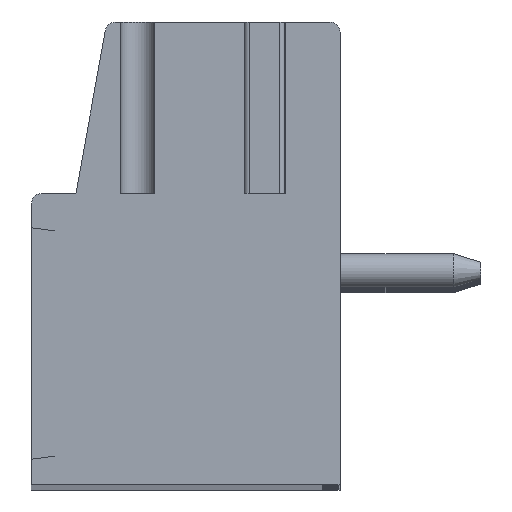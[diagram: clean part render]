
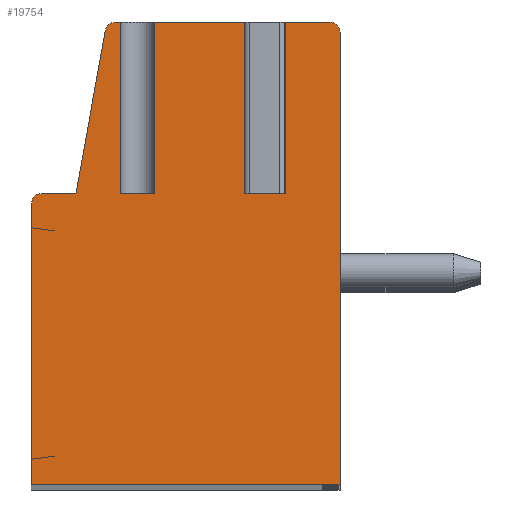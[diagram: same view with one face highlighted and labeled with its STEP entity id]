
A CAD part, top view. The second image highlights one B-rep face of the part: STEP entity #19754.
In plain terms, the highlighted planar face has unit normal (0, 0, 1).
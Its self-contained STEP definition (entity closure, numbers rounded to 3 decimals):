
#52=DIRECTION('',(1.,0.,0.));
#53=VECTOR('',#52,1.);
#54=CARTESIAN_POINT('',(-1.9,3.36,82.5));
#55=LINE('',#54,#53);
#56=DIRECTION('',(0.,1.,0.));
#57=VECTOR('',#56,5.);
#58=CARTESIAN_POINT('',(-0.9,3.36,82.5));
#59=LINE('',#58,#57);
#60=DIRECTION('',(-1.,0.,0.));
#61=VECTOR('',#60,2.8);
#62=CARTESIAN_POINT('',(1.9,8.36,82.5));
#63=LINE('',#62,#61);
#64=DIRECTION('',(0.,1.,0.));
#65=VECTOR('',#64,5.);
#66=CARTESIAN_POINT('',(1.9,3.36,82.5));
#67=LINE('',#66,#65);
#68=DIRECTION('',(1.,0.,0.));
#69=VECTOR('',#68,0.8);
#70=CARTESIAN_POINT('',(1.9,3.36,82.5));
#71=LINE('',#70,#69);
#72=DIRECTION('',(0.,1.,0.));
#73=VECTOR('',#72,5.);
#74=CARTESIAN_POINT('',(2.7,3.36,82.5));
#75=LINE('',#74,#73);
#76=DIRECTION('',(-1.,0.,0.));
#77=VECTOR('',#76,1.5);
#78=CARTESIAN_POINT('',(4.2,8.36,82.5));
#79=LINE('',#78,#77);
#80=CARTESIAN_POINT('',(4.2,8.06,82.5));
#81=DIRECTION('',(0.,0.,1.));
#82=DIRECTION('',(1.,0.,0.));
#83=AXIS2_PLACEMENT_3D('',#80,#81,#82);
#85=DIRECTION('',(0.,1.,0.));
#86=VECTOR('',#85,13.2);
#87=CARTESIAN_POINT('',(4.5,-5.14,82.5));
#88=LINE('',#87,#86);
#89=DIRECTION('',(1.,0.,0.));
#90=VECTOR('',#89,9.);
#91=CARTESIAN_POINT('',(-4.5,-5.14,82.5));
#92=LINE('',#91,#90);
#93=DIRECTION('',(0.,-1.,0.));
#94=VECTOR('',#93,8.2);
#95=CARTESIAN_POINT('',(-4.5,3.06,82.5));
#96=LINE('',#95,#94);
#97=CARTESIAN_POINT('',(-4.2,3.06,82.5));
#98=DIRECTION('',(0.,0.,1.));
#99=DIRECTION('',(0.,1.,0.));
#100=AXIS2_PLACEMENT_3D('',#97,#98,#99);
#102=DIRECTION('',(-1.,0.,0.));
#103=VECTOR('',#102,1.);
#104=CARTESIAN_POINT('',(-3.2,3.36,82.5));
#105=LINE('',#104,#103);
#106=DIRECTION('',(-0.177,-0.984,0.));
#107=VECTOR('',#106,4.829);
#108=CARTESIAN_POINT('',(-2.345,8.113,82.5));
#109=LINE('',#108,#107);
#110=CARTESIAN_POINT('',(-2.05,8.06,82.5));
#111=DIRECTION('',(0.,0.,1.));
#112=DIRECTION('',(0.,1.,0.));
#113=AXIS2_PLACEMENT_3D('',#110,#111,#112);
#115=DIRECTION('',(-1.,0.,0.));
#116=VECTOR('',#115,0.15);
#117=CARTESIAN_POINT('',(-1.9,8.36,82.5));
#118=LINE('',#117,#116);
#119=DIRECTION('',(0.,1.,0.));
#120=VECTOR('',#119,5.);
#121=CARTESIAN_POINT('',(-1.9,3.36,82.5));
#122=LINE('',#121,#120);
#15324=CARTESIAN_POINT('',(4.5,-5.14,82.5));
#15325=CARTESIAN_POINT('',(4.5,8.06,82.5));
#15326=VERTEX_POINT('',#15324);
#15327=VERTEX_POINT('',#15325);
#15328=CARTESIAN_POINT('',(4.2,8.36,82.5));
#15329=VERTEX_POINT('',#15328);
#15330=CARTESIAN_POINT('',(-2.05,8.36,82.5));
#15331=CARTESIAN_POINT('',(-2.345,8.113,82.5));
#15332=VERTEX_POINT('',#15330);
#15333=VERTEX_POINT('',#15331);
#15334=CARTESIAN_POINT('',(-3.2,3.36,82.5));
#15335=VERTEX_POINT('',#15334);
#15336=CARTESIAN_POINT('',(-4.2,3.36,82.5));
#15337=VERTEX_POINT('',#15336);
#15338=CARTESIAN_POINT('',(-4.5,3.06,82.5));
#15339=VERTEX_POINT('',#15338);
#15340=CARTESIAN_POINT('',(-4.5,-5.14,82.5));
#15341=VERTEX_POINT('',#15340);
#15629=CARTESIAN_POINT('',(1.9,3.36,82.5));
#15630=CARTESIAN_POINT('',(2.7,3.36,82.5));
#15631=VERTEX_POINT('',#15629);
#15632=VERTEX_POINT('',#15630);
#15633=CARTESIAN_POINT('',(2.7,8.36,82.5));
#15634=VERTEX_POINT('',#15633);
#15635=CARTESIAN_POINT('',(1.9,8.36,82.5));
#15636=VERTEX_POINT('',#15635);
#15657=CARTESIAN_POINT('',(-1.9,3.36,82.5));
#15658=CARTESIAN_POINT('',(-0.9,3.36,82.5));
#15659=VERTEX_POINT('',#15657);
#15660=VERTEX_POINT('',#15658);
#15661=CARTESIAN_POINT('',(-0.9,8.36,82.5));
#15662=VERTEX_POINT('',#15661);
#15663=CARTESIAN_POINT('',(-1.9,8.36,82.5));
#15664=VERTEX_POINT('',#15663);
#19713=CARTESIAN_POINT('',(0.,0.,82.5));
#19714=DIRECTION('',(0.,0.,1.));
#19715=DIRECTION('',(1.,0.,0.));
#19716=AXIS2_PLACEMENT_3D('',#19713,#19714,#19715);
#19717=PLANE('',#19716);
#19719=ORIENTED_EDGE('',*,*,#19718,.T.);
#19721=ORIENTED_EDGE('',*,*,#19720,.T.);
#19723=ORIENTED_EDGE('',*,*,#19722,.F.);
#19725=ORIENTED_EDGE('',*,*,#19724,.F.);
#19727=ORIENTED_EDGE('',*,*,#19726,.T.);
#19729=ORIENTED_EDGE('',*,*,#19728,.T.);
#19731=ORIENTED_EDGE('',*,*,#19730,.F.);
#19733=ORIENTED_EDGE('',*,*,#19732,.F.);
#19735=ORIENTED_EDGE('',*,*,#19734,.F.);
#19737=ORIENTED_EDGE('',*,*,#19736,.F.);
#19739=ORIENTED_EDGE('',*,*,#19738,.F.);
#19741=ORIENTED_EDGE('',*,*,#19740,.F.);
#19743=ORIENTED_EDGE('',*,*,#19742,.F.);
#19745=ORIENTED_EDGE('',*,*,#19744,.F.);
#19747=ORIENTED_EDGE('',*,*,#19746,.F.);
#19749=ORIENTED_EDGE('',*,*,#19748,.F.);
#19751=ORIENTED_EDGE('',*,*,#19750,.F.);
#19752=EDGE_LOOP('',(#19719,#19721,#19723,#19725,#19727,#19729,#19731,#19733,
#19735,#19737,#19739,#19741,#19743,#19745,#19747,#19749,#19751));
#19753=FACE_OUTER_BOUND('',#19752,.F.);
#84=CIRCLE('',#83,0.3);
#101=CIRCLE('',#100,0.3);
#114=CIRCLE('',#113,0.3);
#19718=EDGE_CURVE('',#15659,#15660,#55,.T.);
#19720=EDGE_CURVE('',#15660,#15662,#59,.T.);
#19722=EDGE_CURVE('',#15636,#15662,#63,.T.);
#19724=EDGE_CURVE('',#15631,#15636,#67,.T.);
#19726=EDGE_CURVE('',#15631,#15632,#71,.T.);
#19728=EDGE_CURVE('',#15632,#15634,#75,.T.);
#19730=EDGE_CURVE('',#15329,#15634,#79,.T.);
#19732=EDGE_CURVE('',#15327,#15329,#84,.T.);
#19734=EDGE_CURVE('',#15326,#15327,#88,.T.);
#19736=EDGE_CURVE('',#15341,#15326,#92,.T.);
#19738=EDGE_CURVE('',#15339,#15341,#96,.T.);
#19740=EDGE_CURVE('',#15337,#15339,#101,.T.);
#19742=EDGE_CURVE('',#15335,#15337,#105,.T.);
#19744=EDGE_CURVE('',#15333,#15335,#109,.T.);
#19746=EDGE_CURVE('',#15332,#15333,#114,.T.);
#19748=EDGE_CURVE('',#15664,#15332,#118,.T.);
#19750=EDGE_CURVE('',#15659,#15664,#122,.T.);
#19754=ADVANCED_FACE('',(#19753),#19717,.T.);
